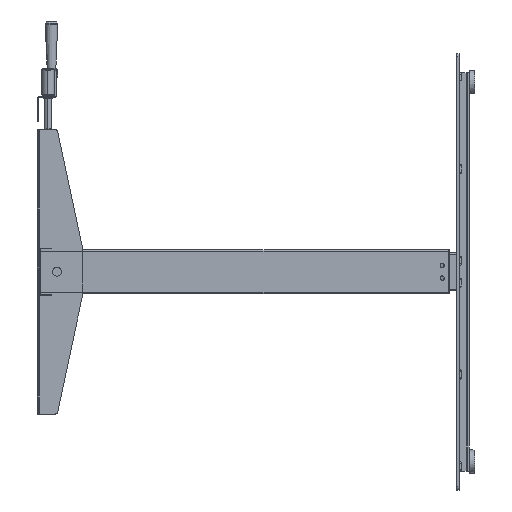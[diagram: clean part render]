
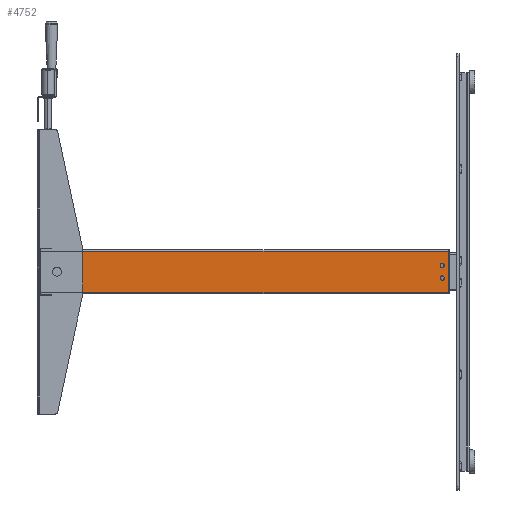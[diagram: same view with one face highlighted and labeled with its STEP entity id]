
A CAD part, left-side view. The second image highlights one B-rep face of the part: STEP entity #4752.
In plain terms, the highlighted planar face has unit normal (-1, 0, 0).
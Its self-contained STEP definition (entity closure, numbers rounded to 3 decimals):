
#84 = AXIS2_PLACEMENT_3D ( 'NONE', #41618, #4981, #16214 ) ;
#330 = AXIS2_PLACEMENT_3D ( 'NONE', #29950, #11869, #32767 ) ;
#717 = VERTEX_POINT ( 'NONE', #43676 ) ;
#1160 = CARTESIAN_POINT ( 'NONE',  ( -572.1, 54.8, 9.5 ) ) ;
#1716 = EDGE_CURVE ( 'NONE', #28877, #21606, #29536, .T. ) ;
#1866 = CIRCLE ( 'NONE', #330, 3.1 ) ;
#2347 = CARTESIAN_POINT ( 'NONE',  ( -572.1, 687., -32.9 ) ) ;
#2923 = ORIENTED_EDGE ( 'NONE', *, *, #16083, .T. ) ;
#3406 = CARTESIAN_POINT ( 'NONE',  ( -572.1, 48.6, -10.5 ) ) ;
#3510 = CIRCLE ( 'NONE', #33917, 3.1 ) ;
#4306 = CARTESIAN_POINT ( 'NONE',  ( -572.1, 54.8, -10.5 ) ) ;
#4504 = VERTEX_POINT ( 'NONE', #26925 ) ;
#4733 = DIRECTION ( 'NONE',  ( -1., 0., 0. ) ) ;
#4752 = ADVANCED_FACE ( 'NONE', ( #26582, #30869, #4929, #27078 ), #23284, .F. ) ;
#4902 = EDGE_CURVE ( 'NONE', #29313, #16235, #38673, .T. ) ;
#4929 = FACE_OUTER_BOUND ( 'NONE', #37237, .T. ) ;
#4981 = DIRECTION ( 'NONE',  ( 1., 0., 0. ) ) ;
#5061 = ORIENTED_EDGE ( 'NONE', *, *, #30381, .F. ) ;
#5762 = CARTESIAN_POINT ( 'NONE',  ( -572.1, 687., 32.9 ) ) ;
#5994 = LINE ( 'NONE', #5762, #9714 ) ;
#6332 = VECTOR ( 'NONE', #40453, 1000. ) ;
#8037 = AXIS2_PLACEMENT_3D ( 'NONE', #13295, #30880, #45853 ) ;
#8377 = ORIENTED_EDGE ( 'NONE', *, *, #41469, .T. ) ;
#8733 = CIRCLE ( 'NONE', #16333, 7. ) ;
#9222 = EDGE_CURVE ( 'NONE', #34101, #29313, #1866, .T. ) ;
#9714 = VECTOR ( 'NONE', #13177, 1000. ) ;
#9762 = ORIENTED_EDGE ( 'NONE', *, *, #15761, .T. ) ;
#10329 = DIRECTION ( 'NONE',  ( 0., 0., -1. ) ) ;
#10487 = ORIENTED_EDGE ( 'NONE', *, *, #25233, .F. ) ;
#10793 = ORIENTED_EDGE ( 'NONE', *, *, #26302, .T. ) ;
#11066 = CARTESIAN_POINT ( 'NONE',  ( -572.1, 661.1, 0. ) ) ;
#11390 = VECTOR ( 'NONE', #10329, 1000. ) ;
#11869 = DIRECTION ( 'NONE',  ( 1., 0., 0. ) ) ;
#12014 = VECTOR ( 'NONE', #19032, 1000. ) ;
#13177 = DIRECTION ( 'NONE',  ( 0., 0., -1. ) ) ;
#13295 = CARTESIAN_POINT ( 'NONE',  ( -572.1, 51.7, -9.5 ) ) ;
#13509 = ORIENTED_EDGE ( 'NONE', *, *, #14710, .T. ) ;
#14372 = LINE ( 'NONE', #21424, #24114 ) ;
#14595 = CARTESIAN_POINT ( 'NONE',  ( -572.1, 48.6, -9.5 ) ) ;
#14710 = EDGE_CURVE ( 'NONE', #23254, #24818, #3510, .T. ) ;
#14790 = VECTOR ( 'NONE', #16775, 1000. ) ;
#15128 = VERTEX_POINT ( 'NONE', #43895 ) ;
#15761 = EDGE_CURVE ( 'NONE', #46287, #28877, #29703, .T. ) ;
#16083 = EDGE_CURVE ( 'NONE', #24818, #34101, #14372, .T. ) ;
#16214 = DIRECTION ( 'NONE',  ( 0., 0., -1. ) ) ;
#16235 = VERTEX_POINT ( 'NONE', #32090 ) ;
#16333 = AXIS2_PLACEMENT_3D ( 'NONE', #40171, #4733, #19746 ) ;
#16636 = AXIS2_PLACEMENT_3D ( 'NONE', #11066, #25575, #40529 ) ;
#16775 = DIRECTION ( 'NONE',  ( 0., 1., 0. ) ) ;
#17255 = LINE ( 'NONE', #14595, #11390 ) ;
#17260 = VERTEX_POINT ( 'NONE', #24063 ) ;
#18668 = ORIENTED_EDGE ( 'NONE', *, *, #1716, .T. ) ;
#19032 = DIRECTION ( 'NONE',  ( 0., 0., -1. ) ) ;
#19370 = ORIENTED_EDGE ( 'NONE', *, *, #4902, .T. ) ;
#19746 = DIRECTION ( 'NONE',  ( 0., 0., 1. ) ) ;
#20886 = CARTESIAN_POINT ( 'NONE',  ( -572.1, 54.8, -9.5 ) ) ;
#21117 = CARTESIAN_POINT ( 'NONE',  ( -572.1, 54.8, 9.5 ) ) ;
#21194 = DIRECTION ( 'NONE',  ( 0., 0., -1. ) ) ;
#21424 = CARTESIAN_POINT ( 'NONE',  ( -572.1, 48.6, 9.5 ) ) ;
#21606 = VERTEX_POINT ( 'NONE', #20886 ) ;
#23254 = VERTEX_POINT ( 'NONE', #41428 ) ;
#23284 = PLANE ( 'NONE',  #44674 ) ;
#23559 = AXIS2_PLACEMENT_3D ( 'NONE', #30275, #44054, #33553 ) ;
#23912 = CARTESIAN_POINT ( 'NONE',  ( -572.1, 42., -32.9 ) ) ;
#24063 = CARTESIAN_POINT ( 'NONE',  ( -572.1, 661.1, -7. ) ) ;
#24114 = VECTOR ( 'NONE', #21194, 1000. ) ;
#24440 = EDGE_CURVE ( 'NONE', #4504, #39361, #5994, .T. ) ;
#24818 = VERTEX_POINT ( 'NONE', #35407 ) ;
#24839 = ORIENTED_EDGE ( 'NONE', *, *, #31753, .T. ) ;
#25233 = EDGE_CURVE ( 'NONE', #15128, #717, #44475, .T. ) ;
#25575 = DIRECTION ( 'NONE',  ( -1., 0., 0. ) ) ;
#25971 = CARTESIAN_POINT ( 'NONE',  ( -572.1, 54.8, -9.5 ) ) ;
#26302 = EDGE_CURVE ( 'NONE', #16235, #23254, #44787, .T. ) ;
#26582 = FACE_BOUND ( 'NONE', #45181, .T. ) ;
#26925 = CARTESIAN_POINT ( 'NONE',  ( -572.1, 687., 32.9 ) ) ;
#27078 = FACE_BOUND ( 'NONE', #40922, .T. ) ;
#27079 = VERTEX_POINT ( 'NONE', #40667 ) ;
#27767 = ORIENTED_EDGE ( 'NONE', *, *, #40016, .F. ) ;
#28242 = DIRECTION ( 'NONE',  ( 0., 1., 0. ) ) ;
#28877 = VERTEX_POINT ( 'NONE', #4306 ) ;
#29313 = VERTEX_POINT ( 'NONE', #1160 ) ;
#29512 = CARTESIAN_POINT ( 'NONE',  ( -572.1, 42., 32.9 ) ) ;
#29536 = LINE ( 'NONE', #25971, #6332 ) ;
#29703 = CIRCLE ( 'NONE', #84, 3.1 ) ;
#29950 = CARTESIAN_POINT ( 'NONE',  ( -572.1, 51.7, 9.5 ) ) ;
#30275 = CARTESIAN_POINT ( 'NONE',  ( -572.1, 51.7, 10.5 ) ) ;
#30381 = EDGE_CURVE ( 'NONE', #17260, #27079, #8733, .T. ) ;
#30762 = ORIENTED_EDGE ( 'NONE', *, *, #34767, .F. ) ;
#30869 = FACE_BOUND ( 'NONE', #31636, .T. ) ;
#30880 = DIRECTION ( 'NONE',  ( 1., 0., 0. ) ) ;
#30996 = CARTESIAN_POINT ( 'NONE',  ( -572.1, 48.6, -9.5 ) ) ;
#31058 = EDGE_CURVE ( 'NONE', #15128, #4504, #43630, .T. ) ;
#31636 = EDGE_LOOP ( 'NONE', ( #27767, #5061 ) ) ;
#31753 = EDGE_CURVE ( 'NONE', #21606, #46675, #36889, .T. ) ;
#32090 = CARTESIAN_POINT ( 'NONE',  ( -572.1, 54.8, 10.5 ) ) ;
#32767 = DIRECTION ( 'NONE',  ( 0., 0., 1. ) ) ;
#33553 = DIRECTION ( 'NONE',  ( 0., 0., 1. ) ) ;
#33917 = AXIS2_PLACEMENT_3D ( 'NONE', #35410, #36087, #45905 ) ;
#34072 = LINE ( 'NONE', #23912, #14790 ) ;
#34101 = VERTEX_POINT ( 'NONE', #42352 ) ;
#34767 = EDGE_CURVE ( 'NONE', #717, #39361, #34072, .T. ) ;
#35407 = CARTESIAN_POINT ( 'NONE',  ( -572.1, 48.6, 10.5 ) ) ;
#35410 = CARTESIAN_POINT ( 'NONE',  ( -572.1, 51.7, 10.5 ) ) ;
#35583 = VECTOR ( 'NONE', #38448, 1000. ) ;
#35787 = ORIENTED_EDGE ( 'NONE', *, *, #9222, .T. ) ;
#36087 = DIRECTION ( 'NONE',  ( 1., 0., 0. ) ) ;
#36889 = CIRCLE ( 'NONE', #8037, 3.1 ) ;
#37237 = EDGE_LOOP ( 'NONE', ( #39239, #30762, #10487, #40074 ) ) ;
#37259 = CARTESIAN_POINT ( 'NONE',  ( -572.1, 42., 32.9 ) ) ;
#37733 = DIRECTION ( 'NONE',  ( 0., 0., -1. ) ) ;
#38448 = DIRECTION ( 'NONE',  ( 0., 0., 1. ) ) ;
#38607 = CIRCLE ( 'NONE', #16636, 7. ) ;
#38673 = LINE ( 'NONE', #21117, #35583 ) ;
#39239 = ORIENTED_EDGE ( 'NONE', *, *, #24440, .T. ) ;
#39361 = VERTEX_POINT ( 'NONE', #2347 ) ;
#40016 = EDGE_CURVE ( 'NONE', #27079, #17260, #38607, .T. ) ;
#40074 = ORIENTED_EDGE ( 'NONE', *, *, #31058, .T. ) ;
#40171 = CARTESIAN_POINT ( 'NONE',  ( -572.1, 661.1, 0. ) ) ;
#40453 = DIRECTION ( 'NONE',  ( 0., 0., 1. ) ) ;
#40529 = DIRECTION ( 'NONE',  ( 0., 0., 1. ) ) ;
#40667 = CARTESIAN_POINT ( 'NONE',  ( -572.1, 661.1, 7. ) ) ;
#40922 = EDGE_LOOP ( 'NONE', ( #35787, #19370, #10793, #13509, #2923 ) ) ;
#41428 = CARTESIAN_POINT ( 'NONE',  ( -572.1, 51.7, 13.6 ) ) ;
#41469 = EDGE_CURVE ( 'NONE', #46675, #46287, #17255, .T. ) ;
#41618 = CARTESIAN_POINT ( 'NONE',  ( -572.1, 51.7, -10.5 ) ) ;
#42352 = CARTESIAN_POINT ( 'NONE',  ( -572.1, 48.6, 9.5 ) ) ;
#43630 = LINE ( 'NONE', #46726, #45960 ) ;
#43676 = CARTESIAN_POINT ( 'NONE',  ( -572.1, 42., -32.9 ) ) ;
#43895 = CARTESIAN_POINT ( 'NONE',  ( -572.1, 42., 32.9 ) ) ;
#44054 = DIRECTION ( 'NONE',  ( 1., 0., 0. ) ) ;
#44475 = LINE ( 'NONE', #29512, #12014 ) ;
#44674 = AXIS2_PLACEMENT_3D ( 'NONE', #37259, #45388, #37733 ) ;
#44787 = CIRCLE ( 'NONE', #23559, 3.1 ) ;
#45181 = EDGE_LOOP ( 'NONE', ( #24839, #8377, #9762, #18668 ) ) ;
#45388 = DIRECTION ( 'NONE',  ( 1., 0., 0. ) ) ;
#45853 = DIRECTION ( 'NONE',  ( 0., 0., -1. ) ) ;
#45905 = DIRECTION ( 'NONE',  ( 0., 0., 1. ) ) ;
#45960 = VECTOR ( 'NONE', #28242, 1000. ) ;
#46287 = VERTEX_POINT ( 'NONE', #3406 ) ;
#46675 = VERTEX_POINT ( 'NONE', #30996 ) ;
#46726 = CARTESIAN_POINT ( 'NONE',  ( -572.1, 42., 32.9 ) ) ;
